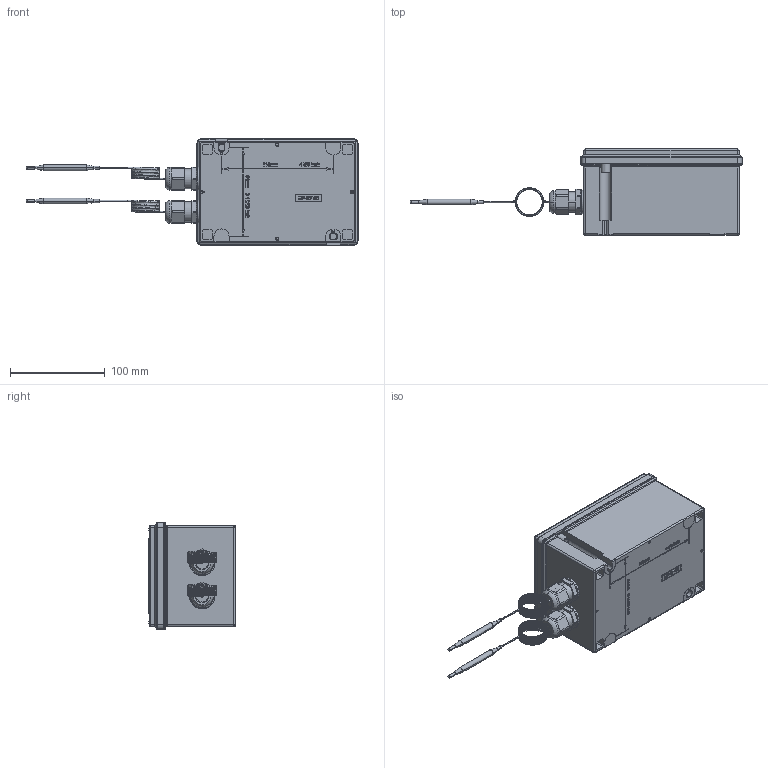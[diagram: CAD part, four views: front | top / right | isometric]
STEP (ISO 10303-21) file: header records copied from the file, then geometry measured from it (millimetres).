
FILE_DESCRIPTION (( 'STEP AP203' ), '1' );
FILE_NAME ('8146_5041-R5A.STEP', '2014-10-13T12:58:08', ( '' ), ( '' ), 'SwSTEP 2.0', 'SolidWorks 2014', '' );
FILE_SCHEMA (( 'CONFIG_CONTROL_DESIGN' ));
Length unit declared in the file: millimetre
Products named in the file (18): Staubschutzkappe_M20; 509_642_0; 81_610_77_01_0_Vereinfacht; 81_610_77_01_0_Stutzen_Vereinfacht; 81_469_51_04_0_vereinfacht; 8146_5041-R5A; 81_610_77_01_0_Dichtung; 81_469_01_91_0; 81_610_77_01_0_Hutmutter_Vereinfacht; Anschlussgewindedichtung_M20; 81_469_14_05_0; 81_460_01_05_0_3d export; 84_349_01_95_0; 364_631_3; 509_642_0_1_montiert
Assembly tree (29 placements, depth 3):
  8146_5041-R5A
    81_469_51_04_0_vereinfacht
      81_469_51_04_0_vereinfacht
      81_469_01_91_0  x4
    81_460_01_05_0_3d export
      81_469_14_05_0
    509_642_0  x4
      509_642_0
      509_642_0_1_montiert
    81_610_77_01_0_Vereinfacht
      81_610_77_01_0_Stutzen_Vereinfacht
      81_610_77_01_0_Dichtung
      81_610_77_01_0_Hutmutter_Vereinfacht
      Anschlussgewindedichtung_M20
    84_349_01_95_0  x2
    364_631_3  x2
    81_610_77_01_0_Vereinfacht
      81_610_77_01_0_Stutzen_Vereinfacht
      81_610_77_01_0_Dichtung
      81_610_77_01_0_Hutmutter_Vereinfacht
      Anschlussgewindedichtung_M20
      Staubschutzkappe_M20
Bounding box: 350.41 x 91.3 x 112.5 mm (x, y, z)
Volume: 360840.1 mm3; surface area: 234496 mm2
Topology: 27 solids, 27 shells, 2369 faces, 5899 edges, 3716 vertices
Faces by surface type: plane 1073, bspline 566, cylinder 398, cone 210, torus 110, sphere 12
Entity records: 84316 total; most frequent: CARTESIAN_POINT 39387, ORIENTED_EDGE 9674, DIRECTION 7414, EDGE_CURVE 4837, VERTEX_POINT 3086, VECTOR 2828, LINE 2828, AXIS2_PLACEMENT_3D 2293
